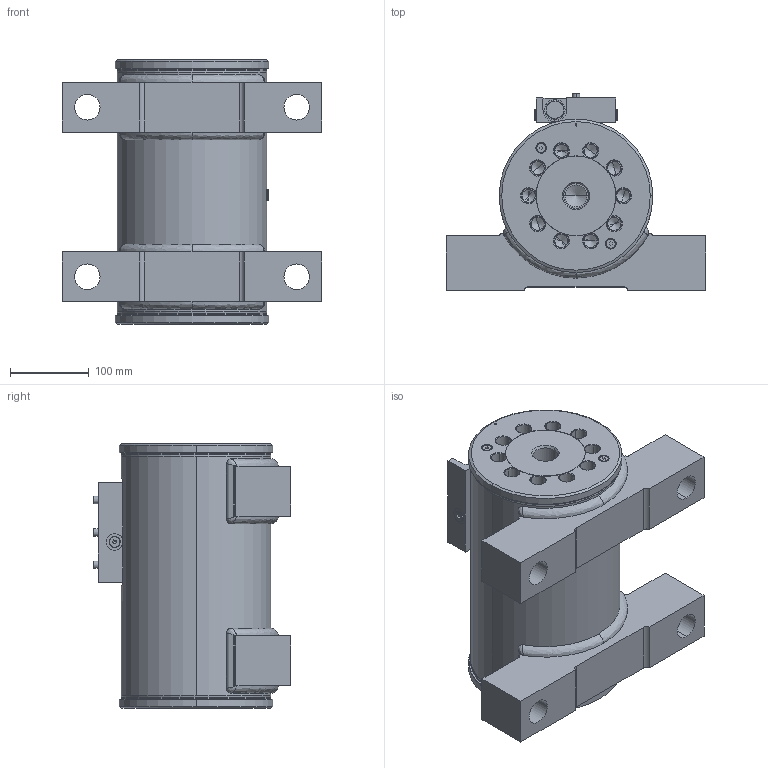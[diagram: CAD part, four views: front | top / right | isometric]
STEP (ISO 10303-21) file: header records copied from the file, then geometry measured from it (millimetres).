
FILE_DESCRIPTION (( 'STEP AP214' ), '1' );
FILE_NAME ('27354-CM.CYL.STEP', '2021-01-22T21:37:45', ( '' ), ( '' ), 'SwSTEP 2.0', 'SolidWorks 2018', '' );
FILE_SCHEMA (( 'AUTOMOTIVE_DESIGN' ));
Length unit declared in the file: inch
Products named in the file (1): 27354-CM.CYL
Bounding box: 330.2 x 251.71 x 336.61 mm (x, y, z)
Volume: 12396980.1 mm3; surface area: 1264568.8 mm2
Topology: 30 solids, 30 shells, 2219 faces, 6919 edges, 5010 vertices
Faces by surface type: cylinder 805, plane 515, cone 457, torus 256, bspline 186
Entity records: 124894 total; most frequent: CARTESIAN_POINT 36221, ORIENTED_EDGE 13650, DIRECTION 11009, EDGE_CURVE 6825, VERTEX_POINT 5010, AXIS2_PLACEMENT_3D 4258, EDGE_LOOP 2637, LINE 2493
